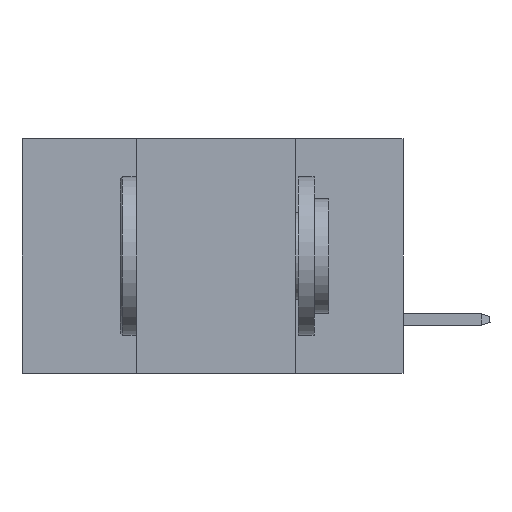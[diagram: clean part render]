
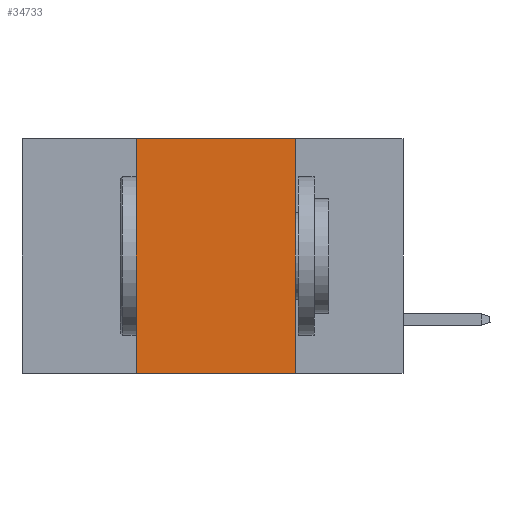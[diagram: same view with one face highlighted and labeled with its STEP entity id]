
A CAD part, left-side view. The second image highlights one B-rep face of the part: STEP entity #34733.
In plain terms, the highlighted planar face has unit normal (-1, 0, 0).
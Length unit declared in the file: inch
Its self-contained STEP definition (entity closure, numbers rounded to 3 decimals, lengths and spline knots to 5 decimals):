
#3583 = LINE ( 'NONE', #15644, #23156 ) ;
#3615 = CARTESIAN_POINT ( 'NONE',  ( 0., 0.6, -0.37 ) ) ;
#4059 = VERTEX_POINT ( 'NONE', #10199 ) ;
#5267 = VECTOR ( 'NONE', #33923, 39.37008 ) ;
#6743 = PLANE ( 'NONE',  #31519 ) ;
#7849 = EDGE_LOOP ( 'NONE', ( #9638, #34831, #27710, #32532 ) ) ;
#7958 = LINE ( 'NONE', #30811, #5267 ) ;
#9533 = EDGE_CURVE ( 'NONE', #24867, #4059, #9855, .T. ) ;
#9638 = ORIENTED_EDGE ( 'NONE', *, *, #37172, .F. ) ;
#9662 = DIRECTION ( 'NONE',  ( 0., 0., -1. ) ) ;
#9855 = LINE ( 'NONE', #3615, #36550 ) ;
#10199 = CARTESIAN_POINT ( 'NONE',  ( 0., 0.17, -0.37 ) ) ;
#11699 = LINE ( 'NONE', #27282, #35799 ) ;
#11895 = DIRECTION ( 'NONE',  ( 0., 0., 1. ) ) ;
#12161 = CARTESIAN_POINT ( 'NONE',  ( 0., 0.17, 0. ) ) ;
#13994 = DIRECTION ( 'NONE',  ( 0., -1., 0. ) ) ;
#15644 = CARTESIAN_POINT ( 'NONE',  ( 0., 0.6, 0. ) ) ;
#15692 = CARTESIAN_POINT ( 'NONE',  ( 0., 0.6, 0. ) ) ;
#21082 = CARTESIAN_POINT ( 'NONE',  ( 0., 0.42, 0. ) ) ;
#23156 = VECTOR ( 'NONE', #28723, 39.37008 ) ;
#23753 = VERTEX_POINT ( 'NONE', #12161 ) ;
#24867 = VERTEX_POINT ( 'NONE', #30725 ) ;
#26432 = EDGE_CURVE ( 'NONE', #24867, #33363, #11699, .T. ) ;
#26531 = EDGE_CURVE ( 'NONE', #33363, #23753, #3583, .T. ) ;
#27282 = CARTESIAN_POINT ( 'NONE',  ( 0., 0.42, 0. ) ) ;
#27710 = ORIENTED_EDGE ( 'NONE', *, *, #26432, .F. ) ;
#28350 = FACE_OUTER_BOUND ( 'NONE', #7849, .T. ) ;
#28723 = DIRECTION ( 'NONE',  ( 0., -1., 0. ) ) ;
#30725 = CARTESIAN_POINT ( 'NONE',  ( 0., 0.42, -0.37 ) ) ;
#30811 = CARTESIAN_POINT ( 'NONE',  ( 0., 0.17, 0. ) ) ;
#31519 = AXIS2_PLACEMENT_3D ( 'NONE', #15692, #37930, #9662 ) ;
#32532 = ORIENTED_EDGE ( 'NONE', *, *, #9533, .T. ) ;
#33363 = VERTEX_POINT ( 'NONE', #21082 ) ;
#33923 = DIRECTION ( 'NONE',  ( 0., 0., -1. ) ) ;
#34733 = ADVANCED_FACE ( 'NONE', ( #28350 ), #6743, .F. ) ;
#34831 = ORIENTED_EDGE ( 'NONE', *, *, #26531, .F. ) ;
#35799 = VECTOR ( 'NONE', #11895, 39.37008 ) ;
#36550 = VECTOR ( 'NONE', #13994, 39.37008 ) ;
#37172 = EDGE_CURVE ( 'NONE', #23753, #4059, #7958, .T. ) ;
#37930 = DIRECTION ( 'NONE',  ( 1., 0., 0. ) ) ;
